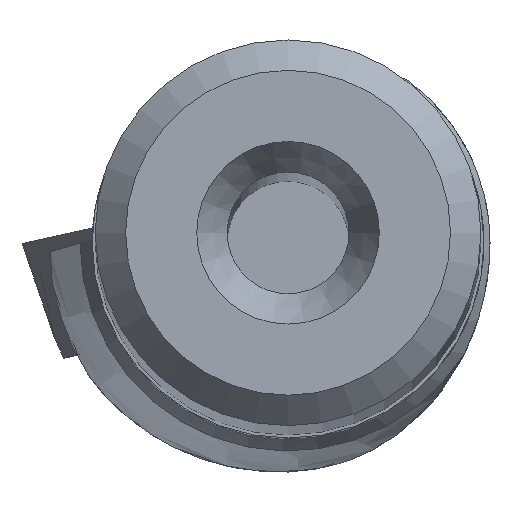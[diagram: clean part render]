
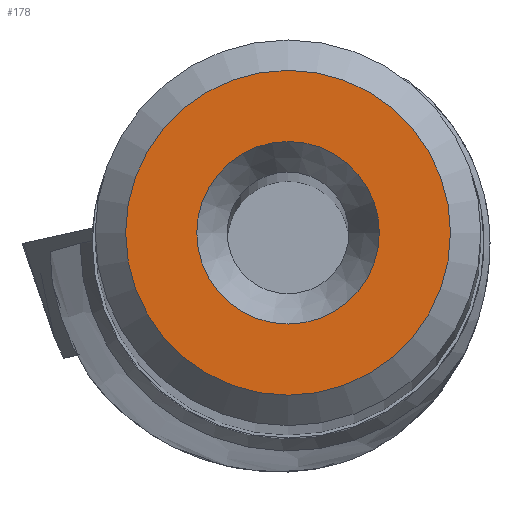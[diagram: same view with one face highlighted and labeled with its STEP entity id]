
A CAD part, top view. The second image highlights one B-rep face of the part: STEP entity #178.
In plain terms, the highlighted planar face has unit normal (0, 0, 1).
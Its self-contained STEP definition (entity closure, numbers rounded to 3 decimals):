
#178=ADVANCED_FACE('',(#310,#311),#207,.T.);
#207=PLANE('',#822);
#310=FACE_BOUND('',#355,.T.);
#311=FACE_BOUND('',#356,.T.);
#355=EDGE_LOOP('',(#458));
#356=EDGE_LOOP('',(#459));
#458=ORIENTED_EDGE('',*,*,#652,.T.);
#459=ORIENTED_EDGE('',*,*,#653,.T.);
#585=VERTEX_POINT('',#1243);
#586=VERTEX_POINT('',#1245);
#652=EDGE_CURVE('',#585,#585,#702,.T.);
#653=EDGE_CURVE('',#586,#586,#703,.T.);
#702=CIRCLE('',#820,2.669);
#703=CIRCLE('',#821,1.5);
#820=AXIS2_PLACEMENT_3D('',#1242,#969,#970);
#821=AXIS2_PLACEMENT_3D('',#1244,#971,#972);
#822=AXIS2_PLACEMENT_3D('',#1246,#973,#974);
#969=DIRECTION('',(0.,0.,1.));
#970=DIRECTION('',(1.,0.,0.));
#971=DIRECTION('',(0.,0.,-1.));
#972=DIRECTION('',(-1.,0.,0.));
#973=DIRECTION('',(0.,0.,1.));
#974=DIRECTION('',(1.,0.,0.));
#1242=CARTESIAN_POINT('',(0.,0.,0.));
#1243=CARTESIAN_POINT('',(2.669,0.,0.));
#1244=CARTESIAN_POINT('',(0.,0.,0.));
#1245=CARTESIAN_POINT('',(-1.5,0.,0.));
#1246=CARTESIAN_POINT('',(0.,0.,0.));
